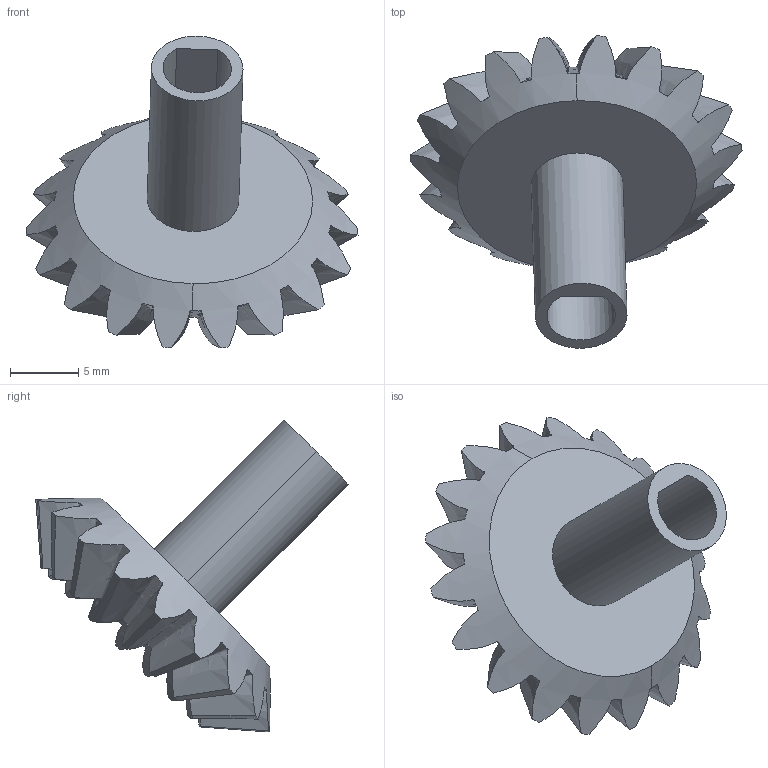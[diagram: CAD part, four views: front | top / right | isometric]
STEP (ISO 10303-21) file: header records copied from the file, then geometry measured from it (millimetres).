
FILE_DESCRIPTION((''),'2;1');
FILE_NAME('SHOULDER_BEVEL_GEAR','2020-12-29T20:52:54',('TINH LE'),(''),'CREO PARAMETRIC BY PTC INC, 2020154','CREO PARAMETRIC BY PTC INC, 2020154','');
FILE_SCHEMA(('CONFIG_CONTROL_DESIGN'));
Length unit declared in the file: millimetre
Products named in the file (1): SHOULDER_BEVEL_GEAR
Bounding box: 24.26 x 22.84 x 22.79 mm (x, y, z)
Volume: 1601.5 mm3; surface area: 1771.4 mm2
Topology: 1 solids, 1 shells, 47 faces, 132 edges, 88 vertices
Faces by surface type: cone 22, bspline 18, plane 4, cylinder 3
Entity records: 5912 total; most frequent: CARTESIAN_POINT 4739, ORIENTED_EDGE 264, DIRECTION 196, EDGE_CURVE 132, VERTEX_POINT 88, AXIS2_PLACEMENT_3D 75, EDGE_LOOP 50, FACE_OUTER_BOUND 47
